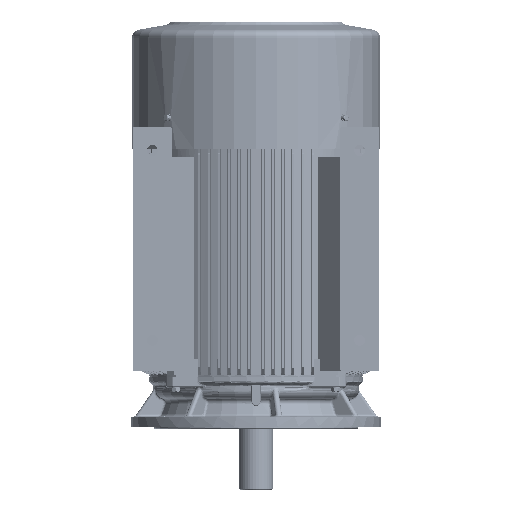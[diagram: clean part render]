
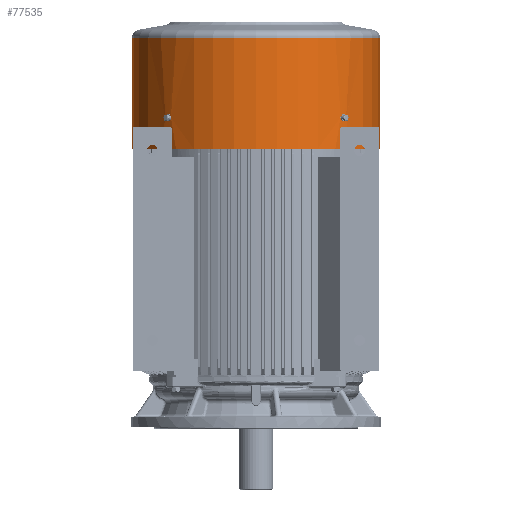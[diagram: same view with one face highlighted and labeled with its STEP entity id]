
A CAD part, left-side view. The second image highlights one B-rep face of the part: STEP entity #77535.
In plain terms, the highlighted cylindrical face has radius 273.5 mm (diameter 547 mm), a partial arc.
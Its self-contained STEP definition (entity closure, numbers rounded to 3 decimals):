
#5975=B_SPLINE_CURVE_WITH_KNOTS('',3,(#339185,#339186,#339187,#339188,#339189,
#339190),.UNSPECIFIED.,.F.,.F.,(4,2,4),(0.,0.5,1.),.UNSPECIFIED.);
#5979=B_SPLINE_CURVE_WITH_KNOTS('',3,(#339223,#339224,#339225,#339226,#339227,
#339228),.UNSPECIFIED.,.F.,.F.,(4,2,4),(0.,0.5,1.),.UNSPECIFIED.);
#6073=B_SPLINE_CURVE_WITH_KNOTS('',3,(#340353,#340354,#340355,#340356,#340357,
#340358,#340359,#340360,#340361,#340362),.UNSPECIFIED.,.F.,.F.,(4,2,2,2,
4),(0.,0.25,0.5,0.75,1.),.UNSPECIFIED.);
#6074=B_SPLINE_CURVE_WITH_KNOTS('',3,(#340366,#340367,#340368,#340369,#340370,
#340371),.UNSPECIFIED.,.F.,.F.,(4,2,4),(0.,0.5,1.),.UNSPECIFIED.);
#6075=B_SPLINE_CURVE_WITH_KNOTS('',3,(#340374,#340375,#340376,#340377,#340378,
#340379,#340380,#340381,#340382,#340383),.UNSPECIFIED.,.F.,.F.,(4,2,2,2,
4),(0.,0.25,0.5,0.75,1.),.UNSPECIFIED.);
#6076=B_SPLINE_CURVE_WITH_KNOTS('',3,(#340387,#340388,#340389,#340390,#340391,
#340392),.UNSPECIFIED.,.F.,.F.,(4,2,4),(0.,0.5,1.),.UNSPECIFIED.);
#19057=LINE('',#340393,#35394);
#19058=LINE('',#340397,#35395);
#35394=VECTOR('',#250987,1.);
#35395=VECTOR('',#250990,1.);
#77535=ADVANCED_FACE('',(#89656,#89657,#89658),#85260,.T.);
#85260=CYLINDRICAL_SURFACE('',#222717,273.5);
#89656=FACE_BOUND('',#95216,.T.);
#89657=FACE_BOUND('',#95217,.T.);
#89658=FACE_BOUND('',#95218,.T.);
#95216=EDGE_LOOP('',(#119410,#119411,#119412,#119413,#119414));
#95217=EDGE_LOOP('',(#119415,#119416,#119417,#119418,#119419));
#95218=EDGE_LOOP('',(#119420,#119421,#119422,#119423));
#119410=ORIENTED_EDGE('',*,*,#186661,.F.);
#119411=ORIENTED_EDGE('',*,*,#186858,.F.);
#119412=ORIENTED_EDGE('',*,*,#186859,.F.);
#119413=ORIENTED_EDGE('',*,*,#186860,.F.);
#119414=ORIENTED_EDGE('',*,*,#186861,.F.);
#119415=ORIENTED_EDGE('',*,*,#186862,.T.);
#119416=ORIENTED_EDGE('',*,*,#186863,.T.);
#119417=ORIENTED_EDGE('',*,*,#186864,.T.);
#119418=ORIENTED_EDGE('',*,*,#186865,.T.);
#119419=ORIENTED_EDGE('',*,*,#186669,.T.);
#119420=ORIENTED_EDGE('',*,*,#186719,.T.);
#119421=ORIENTED_EDGE('',*,*,#186866,.T.);
#119422=ORIENTED_EDGE('',*,*,#186867,.F.);
#119423=ORIENTED_EDGE('',*,*,#186868,.F.);
#165212=VERTEX_POINT('',#339191);
#165213=VERTEX_POINT('',#339192);
#165220=VERTEX_POINT('',#339229);
#165221=VERTEX_POINT('',#339230);
#165254=VERTEX_POINT('',#339330);
#165255=VERTEX_POINT('',#339332);
#165388=VERTEX_POINT('',#340352);
#165389=VERTEX_POINT('',#340363);
#165390=VERTEX_POINT('',#340365);
#165391=VERTEX_POINT('',#340373);
#165392=VERTEX_POINT('',#340384);
#165393=VERTEX_POINT('',#340386);
#165394=VERTEX_POINT('',#340394);
#165395=VERTEX_POINT('',#340396);
#186661=EDGE_CURVE('',#165212,#165213,#5975,.T.);
#186669=EDGE_CURVE('',#165220,#165221,#5979,.T.);
#186719=EDGE_CURVE('',#165255,#165254,#209988,.T.);
#186858=EDGE_CURVE('',#165388,#165212,#210033,.T.);
#186859=EDGE_CURVE('',#165389,#165388,#6073,.T.);
#186860=EDGE_CURVE('',#165390,#165389,#210034,.T.);
#186861=EDGE_CURVE('',#165213,#165390,#6074,.T.);
#186862=EDGE_CURVE('',#165221,#165391,#210035,.T.);
#186863=EDGE_CURVE('',#165391,#165392,#6075,.T.);
#186864=EDGE_CURVE('',#165392,#165393,#210036,.T.);
#186865=EDGE_CURVE('',#165393,#165220,#6076,.T.);
#186866=EDGE_CURVE('',#165254,#165394,#19057,.T.);
#186867=EDGE_CURVE('',#165395,#165394,#210037,.T.);
#186868=EDGE_CURVE('',#165255,#165395,#19058,.T.);
#209988=CIRCLE('',#222663,273.5);
#210033=CIRCLE('',#222712,273.5);
#210034=CIRCLE('',#222713,273.5);
#210035=CIRCLE('',#222714,273.5);
#210036=CIRCLE('',#222715,273.5);
#210037=CIRCLE('',#222716,273.5);
#222663=AXIS2_PLACEMENT_3D('',#339331,#250879,#250880);
#222712=AXIS2_PLACEMENT_3D('',#340351,#250979,#250980);
#222713=AXIS2_PLACEMENT_3D('',#340364,#250981,#250982);
#222714=AXIS2_PLACEMENT_3D('',#340372,#250983,#250984);
#222715=AXIS2_PLACEMENT_3D('',#340385,#250985,#250986);
#222716=AXIS2_PLACEMENT_3D('',#340395,#250988,#250989);
#222717=AXIS2_PLACEMENT_3D('',#340398,#250991,#250992);
#250879=DIRECTION('',(0.,0.,-1.));
#250880=DIRECTION('',(-0.003,-1.,0.));
#250979=DIRECTION('',(0.,0.,1.));
#250980=DIRECTION('',(0.003,1.,0.));
#250981=DIRECTION('',(0.,0.,-1.));
#250982=DIRECTION('',(-0.003,-1.,0.));
#250983=DIRECTION('',(0.,0.,-1.));
#250984=DIRECTION('',(-0.003,-1.,0.));
#250985=DIRECTION('',(0.,0.,1.));
#250986=DIRECTION('',(0.003,1.,0.));
#250987=DIRECTION('',(0.,0.,-1.));
#250988=DIRECTION('',(0.,0.,-1.));
#250989=DIRECTION('',(-0.003,-1.,0.));
#250990=DIRECTION('',(0.,0.,-1.));
#250991=DIRECTION('',(0.,0.,-1.));
#250992=DIRECTION('',(0.003,1.,0.));
#339185=CARTESIAN_POINT('',(9.092,494.087,728.544));
#339186=CARTESIAN_POINT('',(8.169,493.143,728.544));
#339187=CARTESIAN_POINT('',(7.274,492.212,729.086));
#339188=CARTESIAN_POINT('',(6.001,490.875,730.929));
#339189=CARTESIAN_POINT('',(5.629,490.479,732.224));
#339190=CARTESIAN_POINT('',(5.629,490.479,733.544));
#339191=CARTESIAN_POINT('',(9.092,494.087,728.544));
#339192=CARTESIAN_POINT('',(5.629,490.479,733.544));
#339223=CARTESIAN_POINT('',(17.098,103.861,733.544));
#339224=CARTESIAN_POINT('',(17.098,103.861,732.224));
#339225=CARTESIAN_POINT('',(16.703,104.232,730.932));
#339226=CARTESIAN_POINT('',(15.367,105.504,729.088));
#339227=CARTESIAN_POINT('',(14.434,106.401,728.544));
#339228=CARTESIAN_POINT('',(13.489,107.325,728.544));
#339229=CARTESIAN_POINT('',(17.098,103.861,733.544));
#339230=CARTESIAN_POINT('',(13.489,107.325,728.544));
#339330=CARTESIAN_POINT('',(205.563,576.403,909.758));
#339331=CARTESIAN_POINT('',(204.672,302.904,909.758));
#339332=CARTESIAN_POINT('',(203.781,29.406,909.758));
#340351=CARTESIAN_POINT('',(204.672,302.904,728.544));
#340352=CARTESIAN_POINT('',(14.768,499.726,728.544));
#340353=CARTESIAN_POINT('',(14.768,499.726,738.544));
#340354=CARTESIAN_POINT('',(15.718,500.643,738.544));
#340355=CARTESIAN_POINT('',(16.656,501.532,738.003));
#340356=CARTESIAN_POINT('',(18.,502.797,736.158));
#340357=CARTESIAN_POINT('',(18.398,503.165,734.852));
#340358=CARTESIAN_POINT('',(18.399,503.166,732.244));
#340359=CARTESIAN_POINT('',(18.01,502.805,730.945));
#340360=CARTESIAN_POINT('',(16.65,501.527,729.078));
#340361=CARTESIAN_POINT('',(15.718,500.643,728.544));
#340362=CARTESIAN_POINT('',(14.768,499.726,728.544));
#340363=CARTESIAN_POINT('',(14.768,499.726,738.544));
#340364=CARTESIAN_POINT('',(204.672,302.904,738.544));
#340365=CARTESIAN_POINT('',(9.092,494.087,738.544));
#340366=CARTESIAN_POINT('',(5.629,490.479,733.544));
#340367=CARTESIAN_POINT('',(5.629,490.479,734.865));
#340368=CARTESIAN_POINT('',(6.,490.874,736.157));
#340369=CARTESIAN_POINT('',(7.272,492.209,738.001));
#340370=CARTESIAN_POINT('',(8.169,493.143,738.544));
#340371=CARTESIAN_POINT('',(9.092,494.087,738.544));
#340372=CARTESIAN_POINT('',(204.672,302.904,728.544));
#340373=CARTESIAN_POINT('',(7.851,113.,728.544));
#340374=CARTESIAN_POINT('',(7.851,113.,728.544));
#340375=CARTESIAN_POINT('',(6.933,113.951,728.544));
#340376=CARTESIAN_POINT('',(6.044,114.888,729.086));
#340377=CARTESIAN_POINT('',(4.78,116.233,730.931));
#340378=CARTESIAN_POINT('',(4.412,116.63,732.237));
#340379=CARTESIAN_POINT('',(4.411,116.631,734.845));
#340380=CARTESIAN_POINT('',(4.771,116.242,736.144));
#340381=CARTESIAN_POINT('',(6.049,114.883,738.011));
#340382=CARTESIAN_POINT('',(6.933,113.951,738.544));
#340383=CARTESIAN_POINT('',(7.851,113.,738.544));
#340384=CARTESIAN_POINT('',(7.851,113.,738.544));
#340385=CARTESIAN_POINT('',(204.672,302.904,738.544));
#340386=CARTESIAN_POINT('',(13.489,107.325,738.544));
#340387=CARTESIAN_POINT('',(13.489,107.325,738.544));
#340388=CARTESIAN_POINT('',(14.434,106.401,738.544));
#340389=CARTESIAN_POINT('',(15.365,105.507,738.003));
#340390=CARTESIAN_POINT('',(16.701,104.234,736.16));
#340391=CARTESIAN_POINT('',(17.098,103.861,734.865));
#340392=CARTESIAN_POINT('',(17.098,103.861,733.544));
#340393=CARTESIAN_POINT('',(205.563,576.403,949.765));
#340394=CARTESIAN_POINT('',(205.563,576.403,664.544));
#340395=CARTESIAN_POINT('',(204.672,302.904,664.544));
#340396=CARTESIAN_POINT('',(203.781,29.406,664.544));
#340397=CARTESIAN_POINT('',(203.781,29.406,949.765));
#340398=CARTESIAN_POINT('',(204.672,302.904,949.765));
